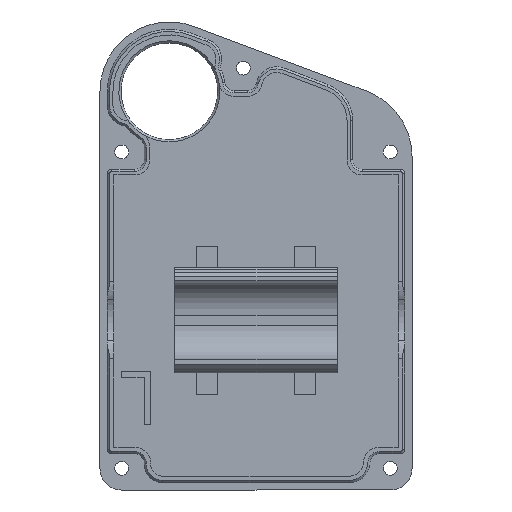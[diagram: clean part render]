
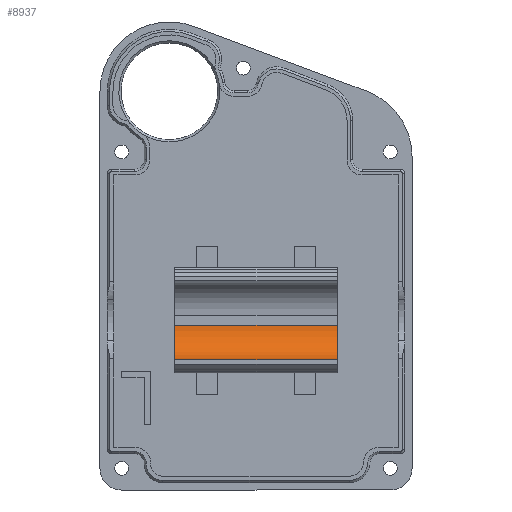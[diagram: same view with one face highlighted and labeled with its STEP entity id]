
A CAD part, left-side view. The second image highlights one B-rep face of the part: STEP entity #8937.
In plain terms, the highlighted cylindrical face has radius 8 mm (diameter 16 mm), a partial arc.
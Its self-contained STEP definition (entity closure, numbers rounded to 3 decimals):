
#1135=FACE_OUTER_BOUND('',#1647,.T.);
#1647=EDGE_LOOP('',(#7992,#7993,#7994,#7995));
#2498=LINE('',#15668,#3361);
#2499=LINE('',#15669,#3362);
#3361=VECTOR('',#10973,10.);
#3362=VECTOR('',#10974,10.);
#3544=CIRCLE('',#9285,8.);
#3601=CIRCLE('',#9369,8.);
#4311=VERTEX_POINT('',#15293);
#4312=VERTEX_POINT('',#15295);
#4435=VERTEX_POINT('',#15592);
#4436=VERTEX_POINT('',#15594);
#5481=EDGE_CURVE('',#4312,#4311,#3544,.T.);
#5633=EDGE_CURVE('',#4436,#4435,#3601,.T.);
#5670=EDGE_CURVE('',#4435,#4312,#2498,.T.);
#5671=EDGE_CURVE('',#4311,#4436,#2499,.T.);
#7992=ORIENTED_EDGE('',*,*,#5633,.T.);
#7993=ORIENTED_EDGE('',*,*,#5670,.T.);
#7994=ORIENTED_EDGE('',*,*,#5481,.T.);
#7995=ORIENTED_EDGE('',*,*,#5671,.T.);
#8524=CYLINDRICAL_SURFACE('',#9395,8.);
#8937=ADVANCED_FACE('',(#1135),#8524,.F.);
#9285=AXIS2_PLACEMENT_3D('',#15296,#10633,#10634);
#9369=AXIS2_PLACEMENT_3D('',#15595,#10892,#10893);
#9395=AXIS2_PLACEMENT_3D('',#15667,#10971,#10972);
#10633=DIRECTION('center_axis',(0.,1.,0.));
#10634=DIRECTION('ref_axis',(0.707,0.,-0.707));
#10892=DIRECTION('center_axis',(0.,-1.,0.));
#10893=DIRECTION('ref_axis',(0.707,0.,-0.707));
#10971=DIRECTION('center_axis',(0.,1.,0.));
#10972=DIRECTION('ref_axis',(0.707,0.,-0.707));
#10973=DIRECTION('',(0.,1.,0.));
#10974=DIRECTION('',(0.,-1.,0.));
#15293=CARTESIAN_POINT('',(35.5,-17.2,30.));
#15295=CARTESIAN_POINT('',(43.5,-17.2,38.));
#15296=CARTESIAN_POINT('Origin',(35.5,-17.2,38.));
#15592=CARTESIAN_POINT('',(43.5,-54.8,38.));
#15594=CARTESIAN_POINT('',(35.5,-54.8,30.));
#15595=CARTESIAN_POINT('Origin',(35.5,-54.8,38.));
#15667=CARTESIAN_POINT('Origin',(35.5,-45.4,38.));
#15668=CARTESIAN_POINT('',(43.5,-45.4,38.));
#15669=CARTESIAN_POINT('',(35.5,-45.4,30.));
